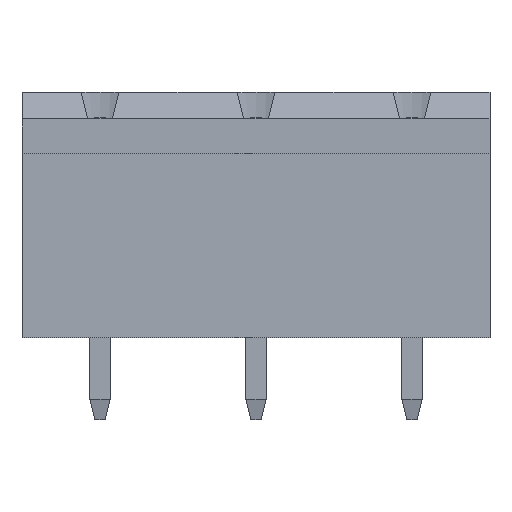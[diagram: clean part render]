
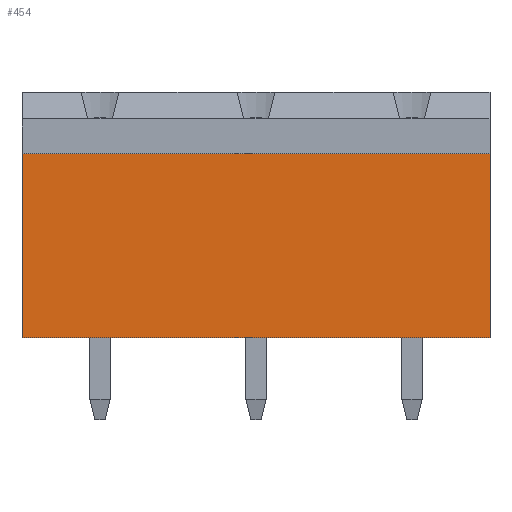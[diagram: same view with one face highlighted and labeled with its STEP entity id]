
A CAD part, front view. The second image highlights one B-rep face of the part: STEP entity #454.
In plain terms, the highlighted planar face has unit normal (0, -1, 0).
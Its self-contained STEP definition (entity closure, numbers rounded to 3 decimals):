
#454 = ADVANCED_FACE( '', ( #888 ), #889, .T. );
#888 = FACE_OUTER_BOUND( '', #1304, .T. );
#889 = PLANE( '', #1305 );
#1304 = EDGE_LOOP( '', ( #2472, #2473, #2474, #2475 ) );
#1305 = AXIS2_PLACEMENT_3D( '', #2476, #2477, #2478 );
#2472 = ORIENTED_EDGE( '', *, *, #2964, .F. );
#2473 = ORIENTED_EDGE( '', *, *, #3008, .F. );
#2474 = ORIENTED_EDGE( '', *, *, #2815, .T. );
#2475 = ORIENTED_EDGE( '', *, *, #2887, .T. );
#2476 = CARTESIAN_POINT( '', ( 11.43, -4.05, -6. ) );
#2477 = DIRECTION( '', ( 0., -1., 0. ) );
#2478 = DIRECTION( '', ( 0., 0., -1. ) );
#2815 = EDGE_CURVE( '', #3467, #3465, #3468, .T. );
#2887 = EDGE_CURVE( '', #3465, #3569, #3571, .T. );
#2964 = EDGE_CURVE( '', #3673, #3569, #3675, .T. );
#3008 = EDGE_CURVE( '', #3467, #3673, #3726, .T. );
#3465 = VERTEX_POINT( '', #4379 );
#3467 = VERTEX_POINT( '', #4382 );
#3468 = LINE( '', #4383, #4384 );
#3569 = VERTEX_POINT( '', #4535 );
#3571 = LINE( '', #4538, #4539 );
#3673 = VERTEX_POINT( '', #4687 );
#3675 = LINE( '', #4690, #4691 );
#3726 = LINE( '', #4763, #4764 );
#4379 = CARTESIAN_POINT( '', ( 11.43, -4.05, 3. ) );
#4382 = CARTESIAN_POINT( '', ( 11.43, -4.05, -6. ) );
#4383 = CARTESIAN_POINT( '', ( 11.43, -4.05, -6. ) );
#4384 = VECTOR( '', #5038, 1000. );
#4535 = CARTESIAN_POINT( '', ( -11.43, -4.05, 3. ) );
#4538 = CARTESIAN_POINT( '', ( 11.43, -4.05, 3. ) );
#4539 = VECTOR( '', #5108, 1000. );
#4687 = CARTESIAN_POINT( '', ( -11.43, -4.05, -6. ) );
#4690 = CARTESIAN_POINT( '', ( -11.43, -4.05, -6. ) );
#4691 = VECTOR( '', #5171, 1000. );
#4763 = CARTESIAN_POINT( '', ( 11.43, -4.05, -6. ) );
#4764 = VECTOR( '', #5205, 1000. );
#5038 = DIRECTION( '', ( 0., 0., 1. ) );
#5108 = DIRECTION( '', ( -1., 0., 0. ) );
#5171 = DIRECTION( '', ( 0., 0., 1. ) );
#5205 = DIRECTION( '', ( -1., 0., 0. ) );
